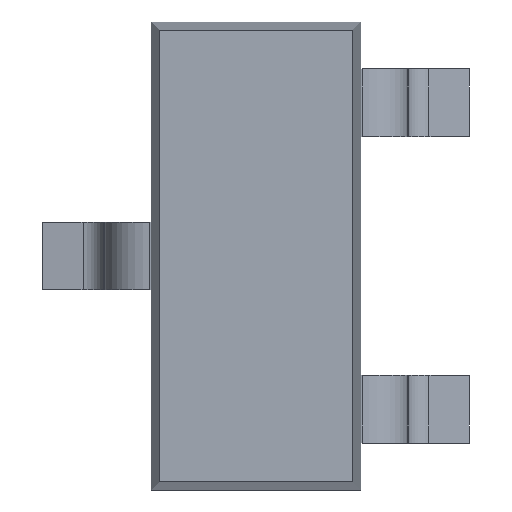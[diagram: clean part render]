
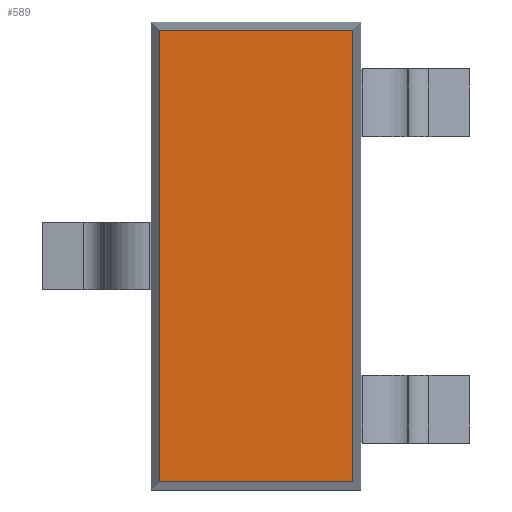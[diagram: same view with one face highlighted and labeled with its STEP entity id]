
A CAD part, left-side view. The second image highlights one B-rep face of the part: STEP entity #589.
In plain terms, the highlighted planar face has unit normal (-1, 0, 0).
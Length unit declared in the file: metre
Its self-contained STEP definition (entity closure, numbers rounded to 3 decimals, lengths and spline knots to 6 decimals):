
#233 = EDGE_CURVE( '', #648, #649, #650, .T. );
#383 = EDGE_CURVE( '', #897, #648, #898, .T. );
#457 = EDGE_CURVE( '', #886, #897, #991, .T. );
#569 = EDGE_CURVE( '', #649, #886, #1118, .T. );
#589 = ADVANCED_FACE( '', ( #1140 ), #1141, .T. );
#648 = VERTEX_POINT( '', #1200 );
#649 = VERTEX_POINT( '', #1201 );
#650 = LINE( '', #1202, #1203 );
#886 = VERTEX_POINT( '', #1518 );
#897 = VERTEX_POINT( '', #1533 );
#898 = LINE( '', #1534, #1535 );
#991 = LINE( '', #1681, #1682 );
#1118 = LINE( '', #1888, #1889 );
#1140 = FACE_OUTER_BOUND( '', #1925, .T. );
#1141 = PLANE( '', #1926 );
#1200 = CARTESIAN_POINT( '', ( -0.001925, 0.0006, 0.000623 ) );
#1201 = CARTESIAN_POINT( '', ( -0.001925, 0.0006, 0.003423 ) );
#1202 = CARTESIAN_POINT( '', ( -0.001925, 0.0006, 0.000573 ) );
#1203 = VECTOR( '', #1973, 1. );
#1518 = CARTESIAN_POINT( '', ( -0.001925, -0.0006, 0.003423 ) );
#1533 = CARTESIAN_POINT( '', ( -0.001925, -0.0006, 0.000623 ) );
#1534 = CARTESIAN_POINT( '', ( -0.001925, 0.000325, 0.000623 ) );
#1535 = VECTOR( '', #2275, 1. );
#1681 = CARTESIAN_POINT( '', ( -0.001925, -0.0006, 0.000573 ) );
#1682 = VECTOR( '', #2370, 1. );
#1888 = CARTESIAN_POINT( '', ( -0.001925, 0.000325, 0.003423 ) );
#1889 = VECTOR( '', #2561, 1. );
#1925 = EDGE_LOOP( '', ( #2594, #2595, #2596, #2597 ) );
#1926 = AXIS2_PLACEMENT_3D( '', #2598, #2599, #2600 );
#1973 = DIRECTION( '', ( 0., 0., 1. ) );
#2275 = DIRECTION( '', ( 0., 1., 0. ) );
#2370 = DIRECTION( '', ( 0., 0., -1. ) );
#2561 = DIRECTION( '', ( 0., -1., 0. ) );
#2594 = ORIENTED_EDGE( '', *, *, #457, .F. );
#2595 = ORIENTED_EDGE( '', *, *, #569, .F. );
#2596 = ORIENTED_EDGE( '', *, *, #233, .F. );
#2597 = ORIENTED_EDGE( '', *, *, #383, .F. );
#2598 = CARTESIAN_POINT( '', ( -0.001925, 0.00065, 0.000573 ) );
#2599 = DIRECTION( '', ( -1., 0., 0. ) );
#2600 = DIRECTION( '', ( 0., 0., 1. ) );
